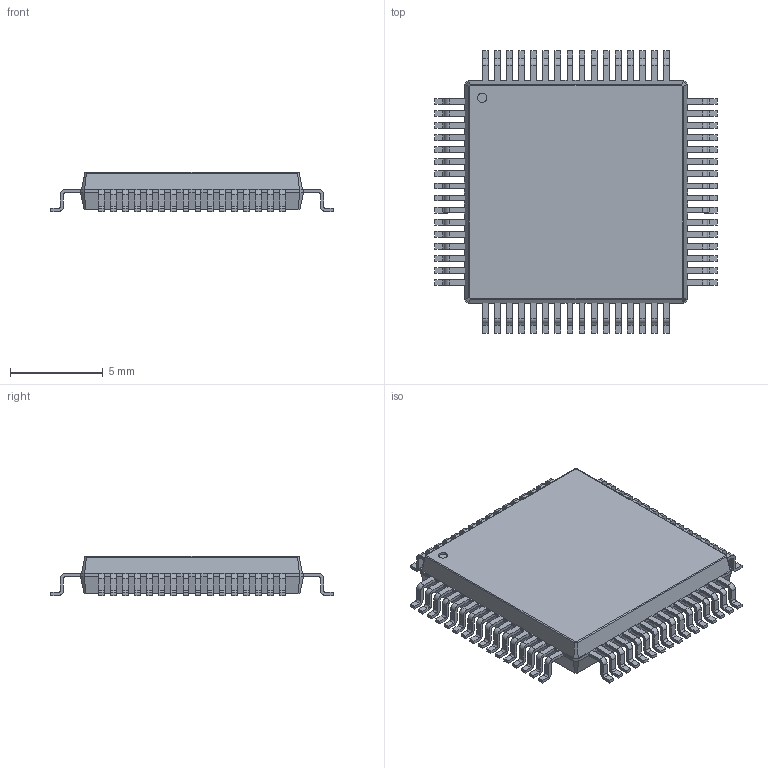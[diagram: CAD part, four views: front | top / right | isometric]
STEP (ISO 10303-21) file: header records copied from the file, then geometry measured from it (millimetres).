
FILE_DESCRIPTION(/* description */ ('model of JEITA_QFP-64_12x12mm_P0.65mm'),/* implementation_level */ '2;1');
FILE_NAME(/* name */ 'JEITA_QFP-64_12x12mm_P0.65mm.step',/* time_stamp */ '2019-08-30T09:07:41',/* author */ ('kicad StepUp','ksu'),/* organization */ ('FreeCAD'),/* preprocessor_version */ 'OCC',/* originating_system */ 'kicad StepUp',/* authorisation */ '');
FILE_SCHEMA(('AUTOMOTIVE_DESIGN { 1 0 10303 214 1 1 1 1 }'));
Products named in the file (1): JEITA_QFP_64_12x12mm_P065mm
Bounding box: 15.2 x 15.2 x 2.1 mm (x, y, z)
Volume: 285.5 mm3; surface area: 515.6 mm2
Topology: 1 solids, 1 shells, 1004 faces, 2715 edges, 1714 vertices
Faces by surface type: plane 651, cylinder 257, bspline 96
Full cylindrical faces by diameter (mm): 0.5 x1
Entity records: 74342 total; most frequent: CARTESIAN_POINT 13824, DIRECTION 9781, LINE 6677, VECTOR 6677, ORIENTED_EDGE 5430, PCURVE 5430, DEFINITIONAL_REPRESENTATION 5430, EDGE_CURVE 2715
